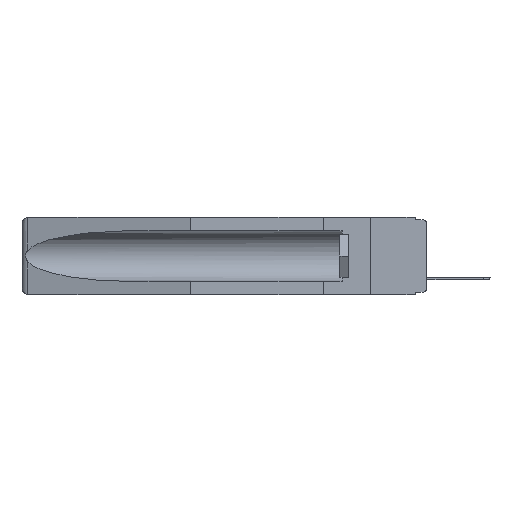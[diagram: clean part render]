
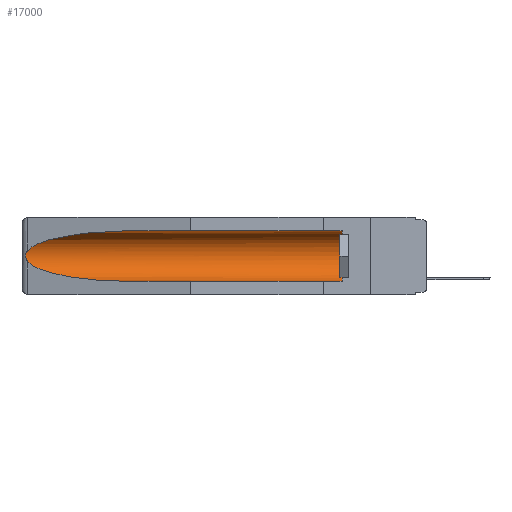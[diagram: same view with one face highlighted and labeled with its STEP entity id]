
A CAD part, left-side view. The second image highlights one B-rep face of the part: STEP entity #17000.
In plain terms, the highlighted cylindrical face has radius 2.857 mm (diameter 5.715 mm), a partial arc.
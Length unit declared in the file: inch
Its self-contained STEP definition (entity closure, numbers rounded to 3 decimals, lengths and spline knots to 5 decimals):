
#589 = VERTEX_POINT ( 'NONE', #14192 ) ;
#1357 = CARTESIAN_POINT ( 'NONE',  ( 0.2673, 1.5327, -0.16383 ) ) ;
#1503 = EDGE_CURVE ( 'NONE', #20918, #9810, #3418, .T. ) ;
#1866 = VERTEX_POINT ( 'NONE', #26668 ) ;
#2267 = EDGE_LOOP ( 'NONE', ( #12792, #2488, #17358, #6519, #25954, #11136 ) ) ;
#2488 = ORIENTED_EDGE ( 'NONE', *, *, #1503, .T. ) ;
#3210 = EDGE_CURVE ( 'NONE', #12962, #22180, #15100, .T. ) ;
#3418 = B_SPLINE_CURVE_WITH_KNOTS ( 'NONE', 3,
 ( #26060, #15687, #19864, #1357, #7690, #25810, #5412, #24304, #7304, #11504 ),
 .UNSPECIFIED., .F., .F.,
 ( 4, 2, 2, 2, 4 ),
 ( 0., 0.00029, 0.00058, 0.00087, 0.00117 ),
 .UNSPECIFIED. ) ;
#3633 = DIRECTION ( 'NONE',  ( 0., 1., 0. ) ) ;
#4556 = CARTESIAN_POINT ( 'NONE',  ( 0.25451, 1.48313, -0.09465 ) ) ;
#5412 = CARTESIAN_POINT ( 'NONE',  ( 0.2673, 1.53269, -0.17917 ) ) ;
#5834 = CARTESIAN_POINT ( 'NONE',  ( 0.21114, 1.30732, -0.284 ) ) ;
#6519 = ORIENTED_EDGE ( 'NONE', *, *, #9906, .F. ) ;
#7304 = CARTESIAN_POINT ( 'NONE',  ( 0.26597, 1.5296, -0.19026 ) ) ;
#7588 = CARTESIAN_POINT ( 'NONE',  ( 0.155, 0.126, -0.059 ) ) ;
#7690 = CARTESIAN_POINT ( 'NONE',  ( 0.2675, 1.53308, -0.16763 ) ) ;
#8710 =( BOUNDED_CURVE ( )  B_SPLINE_CURVE ( 3, ( #13694, #21920, #5834, #9635 ),
 .UNSPECIFIED., .F., .F. ) 
 B_SPLINE_CURVE_WITH_KNOTS ( ( 4, 4 ),
 ( 0.1948, 1.5708 ),
 .UNSPECIFIED. ) 
 CURVE ( )  GEOMETRIC_REPRESENTATION_ITEM ( )  RATIONAL_B_SPLINE_CURVE ( ( 1., 0.848, 0.848, 1. ) ) 
 REPRESENTATION_ITEM ( '' )  );
#8781 = EDGE_CURVE ( 'NONE', #1866, #20918, #9597, .T. ) ;
#9597 =( BOUNDED_CURVE ( )  B_SPLINE_CURVE ( 3, ( #16854, #14814, #4556, #26565 ),
 .UNSPECIFIED., .F., .F. ) 
 B_SPLINE_CURVE_WITH_KNOTS ( ( 4, 4 ),
 ( 4.71239, 6.08839 ),
 .UNSPECIFIED. ) 
 CURVE ( )  GEOMETRIC_REPRESENTATION_ITEM ( )  RATIONAL_B_SPLINE_CURVE ( ( 1., 0.848, 0.848, 1. ) ) 
 REPRESENTATION_ITEM ( '' )  );
#9635 = CARTESIAN_POINT ( 'NONE',  ( 0.155, 1.07973, -0.284 ) ) ;
#9753 = CARTESIAN_POINT ( 'NONE',  ( 0.155, -0.30754, -0.1715 ) ) ;
#9810 = VERTEX_POINT ( 'NONE', #17623 ) ;
#9854 = LINE ( 'NONE', #15666, #25999 ) ;
#9906 = EDGE_CURVE ( 'NONE', #12962, #589, #15463, .T. ) ;
#11136 = ORIENTED_EDGE ( 'NONE', *, *, #12193, .T. ) ;
#11504 = CARTESIAN_POINT ( 'NONE',  ( 0.26537, 1.52718, -0.19328 ) ) ;
#12080 = CARTESIAN_POINT ( 'NONE',  ( 0.26537, 1.52718, -0.14972 ) ) ;
#12129 = VECTOR ( 'NONE', #25709, 39.37008 ) ;
#12193 = EDGE_CURVE ( 'NONE', #22180, #1866, #9854, .T. ) ;
#12792 = ORIENTED_EDGE ( 'NONE', *, *, #8781, .T. ) ;
#12962 = VERTEX_POINT ( 'NONE', #24318 ) ;
#13052 = DIRECTION ( 'NONE',  ( 0., 0., 1. ) ) ;
#13694 = CARTESIAN_POINT ( 'NONE',  ( 0.26537, 1.52718, -0.19328 ) ) ;
#14192 = CARTESIAN_POINT ( 'NONE',  ( 0.155, 1.07973, -0.284 ) ) ;
#14814 = CARTESIAN_POINT ( 'NONE',  ( 0.21114, 1.30732, -0.059 ) ) ;
#15062 = DIRECTION ( 'NONE',  ( 0., -1., 0. ) ) ;
#15100 = CIRCLE ( 'NONE', #18557, 0.1125 ) ;
#15463 = LINE ( 'NONE', #19506, #12129 ) ;
#15666 = CARTESIAN_POINT ( 'NONE',  ( 0.155, -0.30754, -0.059 ) ) ;
#15687 = CARTESIAN_POINT ( 'NONE',  ( 0.26597, 1.52961, -0.15275 ) ) ;
#15969 = DIRECTION ( 'NONE',  ( 0., 1., 0. ) ) ;
#16825 = CARTESIAN_POINT ( 'NONE',  ( 0.155, 0.126, -0.1715 ) ) ;
#16854 = CARTESIAN_POINT ( 'NONE',  ( 0.155, 1.07973, -0.059 ) ) ;
#17000 = ADVANCED_FACE ( 'NONE', ( #20273 ), #26213, .F. ) ;
#17358 = ORIENTED_EDGE ( 'NONE', *, *, #23420, .T. ) ;
#17623 = CARTESIAN_POINT ( 'NONE',  ( 0.26537, 1.52718, -0.19328 ) ) ;
#18557 = AXIS2_PLACEMENT_3D ( 'NONE', #16825, #15062, #13052 ) ;
#19506 = CARTESIAN_POINT ( 'NONE',  ( 0.155, -0.30754, -0.284 ) ) ;
#19864 = CARTESIAN_POINT ( 'NONE',  ( 0.26654, 1.53092, -0.15636 ) ) ;
#20273 = FACE_OUTER_BOUND ( 'NONE', #2267, .T. ) ;
#20918 = VERTEX_POINT ( 'NONE', #12080 ) ;
#21920 = CARTESIAN_POINT ( 'NONE',  ( 0.25451, 1.48313, -0.24835 ) ) ;
#22165 = DIRECTION ( 'NONE',  ( 0., 0., 1. ) ) ;
#22180 = VERTEX_POINT ( 'NONE', #7588 ) ;
#23420 = EDGE_CURVE ( 'NONE', #9810, #589, #8710, .T. ) ;
#24304 = CARTESIAN_POINT ( 'NONE',  ( 0.26655, 1.53094, -0.18657 ) ) ;
#24318 = CARTESIAN_POINT ( 'NONE',  ( 0.155, 0.126, -0.284 ) ) ;
#25709 = DIRECTION ( 'NONE',  ( 0., 1., 0. ) ) ;
#25717 = AXIS2_PLACEMENT_3D ( 'NONE', #9753, #15969, #22165 ) ;
#25810 = CARTESIAN_POINT ( 'NONE',  ( 0.2675, 1.53308, -0.17534 ) ) ;
#25954 = ORIENTED_EDGE ( 'NONE', *, *, #3210, .T. ) ;
#25999 = VECTOR ( 'NONE', #3633, 39.37008 ) ;
#26060 = CARTESIAN_POINT ( 'NONE',  ( 0.26537, 1.52718, -0.14972 ) ) ;
#26213 = CYLINDRICAL_SURFACE ( 'NONE', #25717, 0.1125 ) ;
#26565 = CARTESIAN_POINT ( 'NONE',  ( 0.26537, 1.52718, -0.14972 ) ) ;
#26668 = CARTESIAN_POINT ( 'NONE',  ( 0.155, 1.07973, -0.059 ) ) ;
